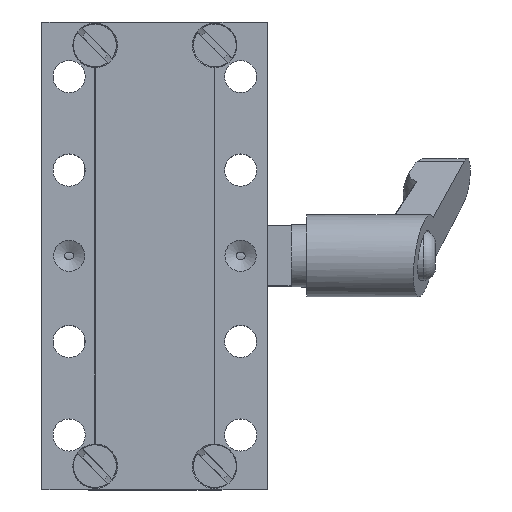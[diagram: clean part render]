
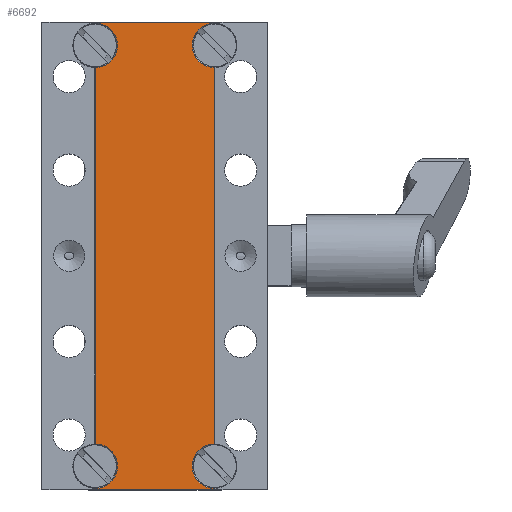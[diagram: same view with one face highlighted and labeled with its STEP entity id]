
A CAD part, top view. The second image highlights one B-rep face of the part: STEP entity #6692.
In plain terms, the highlighted planar face has unit normal (0, 0, 1).
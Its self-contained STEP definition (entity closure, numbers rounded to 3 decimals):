
#284=CIRCLE('',#7066,2.85);
#285=CIRCLE('',#7067,2.85);
#286=CIRCLE('',#7068,2.85);
#287=CIRCLE('',#7069,2.85);
#506=LINE('',#9200,#965);
#552=LINE('',#9365,#1011);
#573=LINE('',#9444,#1032);
#574=LINE('',#9449,#1033);
#575=LINE('',#9450,#1034);
#576=LINE('',#9454,#1035);
#577=LINE('',#9458,#1036);
#578=LINE('',#9459,#1037);
#965=VECTOR('',#7700,1000.);
#1011=VECTOR('',#7852,1000.);
#1032=VECTOR('',#7917,1000.);
#1033=VECTOR('',#7920,1000.);
#1034=VECTOR('',#7921,1000.);
#1035=VECTOR('',#7924,1000.);
#1036=VECTOR('',#7927,1000.);
#1037=VECTOR('',#7928,1000.);
#1814=ORIENTED_EDGE('',*,*,#3027,.F.);
#1815=ORIENTED_EDGE('',*,*,#3028,.T.);
#1816=ORIENTED_EDGE('',*,*,#3029,.T.);
#1817=ORIENTED_EDGE('',*,*,#2994,.F.);
#1818=ORIENTED_EDGE('',*,*,#3030,.F.);
#1819=ORIENTED_EDGE('',*,*,#3031,.T.);
#1820=ORIENTED_EDGE('',*,*,#3032,.T.);
#1821=ORIENTED_EDGE('',*,*,#3033,.F.);
#1822=ORIENTED_EDGE('',*,*,#3034,.T.);
#1823=ORIENTED_EDGE('',*,*,#2918,.T.);
#1824=ORIENTED_EDGE('',*,*,#3035,.F.);
#1825=ORIENTED_EDGE('',*,*,#3036,.F.);
#2918=EDGE_CURVE('',#3585,#3584,#506,.T.);
#2994=EDGE_CURVE('',#3634,#3635,#552,.T.);
#3027=EDGE_CURVE('',#3655,#3656,#573,.T.);
#3028=EDGE_CURVE('',#3655,#3657,#284,.F.);
#3029=EDGE_CURVE('',#3657,#3635,#574,.T.);
#3030=EDGE_CURVE('',#3658,#3634,#575,.T.);
#3031=EDGE_CURVE('',#3658,#3659,#285,.F.);
#3032=EDGE_CURVE('',#3659,#3660,#576,.T.);
#3033=EDGE_CURVE('',#3661,#3660,#286,.T.);
#3034=EDGE_CURVE('',#3661,#3585,#577,.T.);
#3035=EDGE_CURVE('',#3662,#3584,#578,.T.);
#3036=EDGE_CURVE('',#3656,#3662,#287,.T.);
#3584=VERTEX_POINT('',#9199);
#3585=VERTEX_POINT('',#9201);
#3634=VERTEX_POINT('',#9364);
#3635=VERTEX_POINT('',#9366);
#3655=VERTEX_POINT('',#9445);
#3656=VERTEX_POINT('',#9446);
#3657=VERTEX_POINT('',#9448);
#3658=VERTEX_POINT('',#9451);
#3659=VERTEX_POINT('',#9453);
#3660=VERTEX_POINT('',#9455);
#3661=VERTEX_POINT('',#9457);
#3662=VERTEX_POINT('',#9460);
#4026=EDGE_LOOP('',(#1814,#1815,#1816,#1817,#1818,#1819,#1820,#1821,#1822,
#1823,#1824,#1825));
#4354=FACE_BOUND('',#4026,.T.);
#4606=PLANE('',#7065);
#6692=ADVANCED_FACE('',(#4354),#4606,.T.);
#7065=AXIS2_PLACEMENT_3D('',#9443,#7915,#7916);
#7066=AXIS2_PLACEMENT_3D('',#9447,#7918,#7919);
#7067=AXIS2_PLACEMENT_3D('',#9452,#7922,#7923);
#7068=AXIS2_PLACEMENT_3D('',#9456,#7925,#7926);
#7069=AXIS2_PLACEMENT_3D('',#9461,#7929,#7930);
#7700=DIRECTION('',(-1.,0.,0.));
#7852=DIRECTION('',(-1.,0.,0.));
#7915=DIRECTION('',(0.,0.,1.));
#7916=DIRECTION('',(0.,-1.,0.));
#7917=DIRECTION('',(0.,1.,0.));
#7918=DIRECTION('',(0.,0.,1.));
#7919=DIRECTION('',(0.,-1.,0.));
#7920=DIRECTION('',(0.,-1.,0.));
#7921=DIRECTION('',(0.,-1.,0.));
#7922=DIRECTION('',(0.,0.,1.));
#7923=DIRECTION('',(0.,-1.,0.));
#7924=DIRECTION('',(0.,1.,0.));
#7925=DIRECTION('',(0.,0.,1.));
#7926=DIRECTION('',(0.,-1.,0.));
#7927=DIRECTION('',(0.,1.,0.));
#7928=DIRECTION('',(0.,1.,0.));
#7929=DIRECTION('',(0.,0.,1.));
#7930=DIRECTION('',(0.,-1.,0.));
#9199=CARTESIAN_POINT('',(-7.65,50.,24.));
#9200=CARTESIAN_POINT('',(24.5,50.,24.));
#9201=CARTESIAN_POINT('',(7.65,50.,24.));
#9364=CARTESIAN_POINT('',(7.65,-10.,24.));
#9365=CARTESIAN_POINT('',(24.5,-10.,24.));
#9366=CARTESIAN_POINT('',(-7.65,-10.,24.));
#9443=CARTESIAN_POINT('',(24.5,0.,24.));
#9444=CARTESIAN_POINT('',(-7.65,51.5,24.));
#9445=CARTESIAN_POINT('',(-7.65,-4.15,24.));
#9446=CARTESIAN_POINT('',(-7.65,44.15,24.));
#9447=CARTESIAN_POINT('',(-7.65,-7.,24.));
#9448=CARTESIAN_POINT('',(-7.65,-9.85,24.));
#9449=CARTESIAN_POINT('',(-7.65,0.,24.));
#9450=CARTESIAN_POINT('',(7.65,0.,24.));
#9451=CARTESIAN_POINT('',(7.65,-9.85,24.));
#9452=CARTESIAN_POINT('',(7.65,-7.,24.));
#9453=CARTESIAN_POINT('',(7.65,-4.15,24.));
#9454=CARTESIAN_POINT('',(7.65,-60.,24.));
#9455=CARTESIAN_POINT('',(7.65,44.15,24.));
#9456=CARTESIAN_POINT('',(7.65,47.,24.));
#9457=CARTESIAN_POINT('',(7.65,49.85,24.));
#9458=CARTESIAN_POINT('',(7.65,110.,24.));
#9459=CARTESIAN_POINT('',(-7.65,-1.5,24.));
#9460=CARTESIAN_POINT('',(-7.65,49.85,24.));
#9461=CARTESIAN_POINT('',(-7.65,47.,24.));
